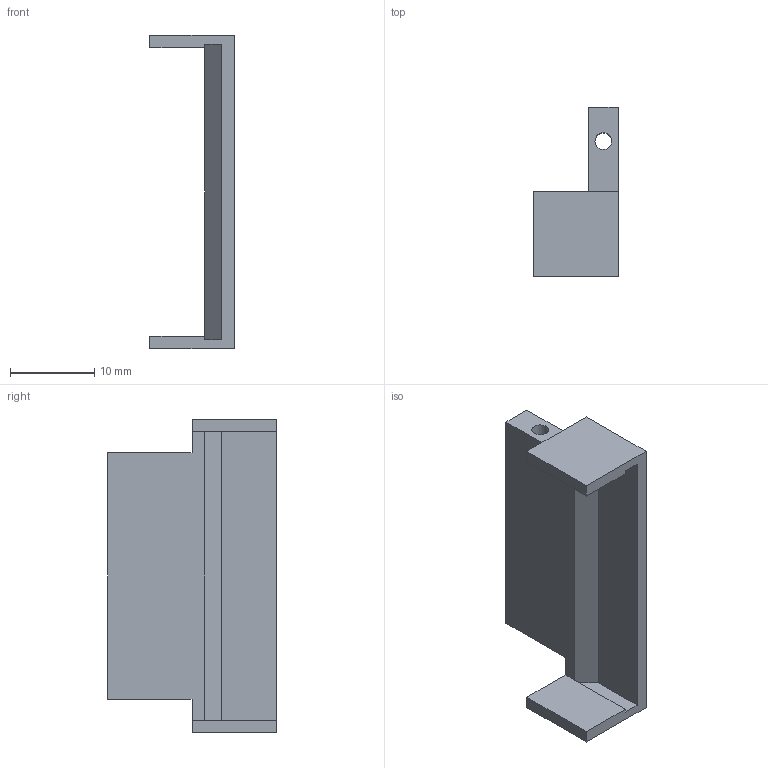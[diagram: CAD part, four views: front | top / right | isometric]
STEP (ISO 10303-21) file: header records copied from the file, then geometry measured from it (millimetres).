
FILE_DESCRIPTION(('HOOPS Exchange Step'),'2;1');
FILE_NAME('export-52123B62-999C-40E3-A2CE-7324CC4EA1EE.stp','2022-01-18T21:24:14+01:00',('31616'),('Alibre'),'HOOPS Exchange 2020.1','Alibre','Unknown authorisation');
FILE_SCHEMA( ('AP242_MANAGED_MODEL_BASED_3D_ENGINEERING_MIM_LF {1 0 10303 442 1 1 4 }') );
Length unit declared in the file: centimetre
Products named in the file (1): 8U_MOUNT_NEW
Bounding box: 10 x 20 x 37.2 mm (x, y, z)
Volume: 1902.3 mm3; surface area: 2207.2 mm2
Topology: 1 solids, 1 shells, 21 faces, 55 edges, 36 vertices
Faces by surface type: plane 20, cylinder 1
Full cylindrical faces by diameter (mm): 2 x1
Entity records: 669 total; most frequent: CARTESIAN_POINT 114, ORIENTED_EDGE 110, DIRECTION 103, EDGE_CURVE 55, VECTOR 53, LINE 53, VERTEX_POINT 36, AXIS2_PLACEMENT_3D 25
